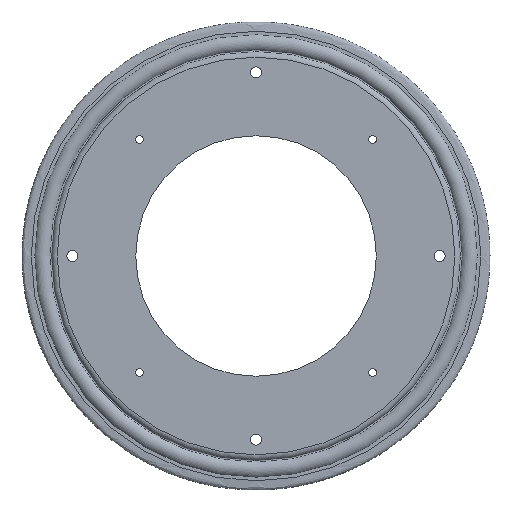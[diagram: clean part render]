
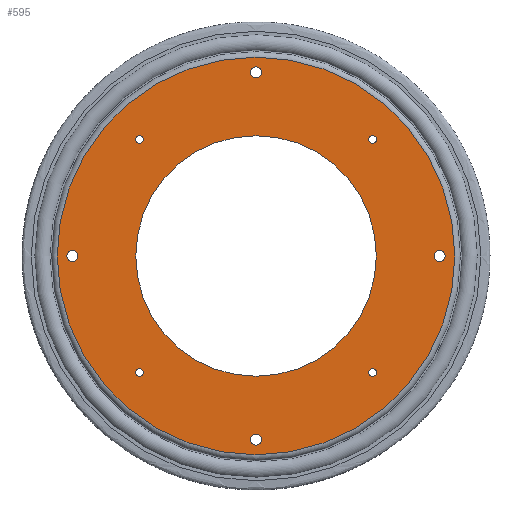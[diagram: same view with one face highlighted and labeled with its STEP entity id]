
A CAD part, left-side view. The second image highlights one B-rep face of the part: STEP entity #595.
In plain terms, the highlighted planar face has unit normal (-1, 0, 0).
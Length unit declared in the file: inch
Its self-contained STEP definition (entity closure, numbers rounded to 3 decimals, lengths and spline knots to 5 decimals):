
#39=PLANE('',#663);
#63=FACE_BOUND('',#183,.T.);
#64=FACE_BOUND('',#184,.T.);
#65=FACE_BOUND('',#185,.T.);
#66=FACE_BOUND('',#186,.T.);
#67=FACE_BOUND('',#187,.T.);
#68=FACE_BOUND('',#188,.T.);
#69=FACE_BOUND('',#189,.T.);
#70=FACE_BOUND('',#190,.T.);
#71=FACE_BOUND('',#191,.T.);
#124=FACE_OUTER_BOUND('',#182,.T.);
#182=EDGE_LOOP('',(#455));
#183=EDGE_LOOP('',(#456));
#184=EDGE_LOOP('',(#457));
#185=EDGE_LOOP('',(#458));
#186=EDGE_LOOP('',(#459));
#187=EDGE_LOOP('',(#460));
#188=EDGE_LOOP('',(#461));
#189=EDGE_LOOP('',(#462));
#190=EDGE_LOOP('',(#463));
#191=EDGE_LOOP('',(#464));
#262=CIRCLE('',#639,3.1005);
#281=CIRCLE('',#664,5.125);
#282=CIRCLE('',#665,0.1405);
#283=CIRCLE('',#666,0.1405);
#284=CIRCLE('',#667,0.1405);
#285=CIRCLE('',#668,0.1405);
#286=CIRCLE('',#669,0.1015);
#287=CIRCLE('',#670,0.1015);
#288=CIRCLE('',#671,0.1015);
#289=CIRCLE('',#672,0.1015);
#316=VERTEX_POINT('',#1439);
#335=VERTEX_POINT('',#1483);
#336=VERTEX_POINT('',#1485);
#337=VERTEX_POINT('',#1487);
#338=VERTEX_POINT('',#1489);
#339=VERTEX_POINT('',#1491);
#340=VERTEX_POINT('',#1493);
#341=VERTEX_POINT('',#1495);
#342=VERTEX_POINT('',#1497);
#343=VERTEX_POINT('',#1499);
#371=EDGE_CURVE('',#316,#316,#262,.T.);
#390=EDGE_CURVE('',#335,#335,#281,.T.);
#391=EDGE_CURVE('',#336,#336,#282,.T.);
#392=EDGE_CURVE('',#337,#337,#283,.T.);
#393=EDGE_CURVE('',#338,#338,#284,.T.);
#394=EDGE_CURVE('',#339,#339,#285,.T.);
#395=EDGE_CURVE('',#340,#340,#286,.T.);
#396=EDGE_CURVE('',#341,#341,#287,.T.);
#397=EDGE_CURVE('',#342,#342,#288,.T.);
#398=EDGE_CURVE('',#343,#343,#289,.T.);
#455=ORIENTED_EDGE('',*,*,#390,.F.);
#456=ORIENTED_EDGE('',*,*,#371,.T.);
#457=ORIENTED_EDGE('',*,*,#391,.T.);
#458=ORIENTED_EDGE('',*,*,#392,.T.);
#459=ORIENTED_EDGE('',*,*,#393,.T.);
#460=ORIENTED_EDGE('',*,*,#394,.T.);
#461=ORIENTED_EDGE('',*,*,#395,.T.);
#462=ORIENTED_EDGE('',*,*,#396,.T.);
#463=ORIENTED_EDGE('',*,*,#397,.T.);
#464=ORIENTED_EDGE('',*,*,#398,.T.);
#595=ADVANCED_FACE('',(#124,#63,#64,#65,#66,#67,#68,#69,#70,#71),#39,.T.);
#639=AXIS2_PLACEMENT_3D('',#1440,#745,#746);
#663=AXIS2_PLACEMENT_3D('',#1482,#793,#794);
#664=AXIS2_PLACEMENT_3D('',#1484,#795,#796);
#665=AXIS2_PLACEMENT_3D('',#1486,#797,#798);
#666=AXIS2_PLACEMENT_3D('',#1488,#799,#800);
#667=AXIS2_PLACEMENT_3D('',#1490,#801,#802);
#668=AXIS2_PLACEMENT_3D('',#1492,#803,#804);
#669=AXIS2_PLACEMENT_3D('',#1494,#805,#806);
#670=AXIS2_PLACEMENT_3D('',#1496,#807,#808);
#671=AXIS2_PLACEMENT_3D('',#1498,#809,#810);
#672=AXIS2_PLACEMENT_3D('',#1500,#811,#812);
#745=DIRECTION('center_axis',(1.,0.,0.));
#746=DIRECTION('ref_axis',(0.,0.,1.));
#793=DIRECTION('center_axis',(-1.,0.,0.));
#794=DIRECTION('ref_axis',(0.,0.,1.));
#795=DIRECTION('center_axis',(1.,0.,0.));
#796=DIRECTION('ref_axis',(0.,1.,0.));
#797=DIRECTION('center_axis',(1.,0.,0.));
#798=DIRECTION('ref_axis',(0.,0.,-1.));
#799=DIRECTION('center_axis',(1.,0.,0.));
#800=DIRECTION('ref_axis',(0.,-1.,0.));
#801=DIRECTION('center_axis',(1.,0.,0.));
#802=DIRECTION('ref_axis',(0.,0.,1.));
#803=DIRECTION('center_axis',(1.,0.,0.));
#804=DIRECTION('ref_axis',(0.,1.,0.));
#805=DIRECTION('center_axis',(1.,0.,0.));
#806=DIRECTION('ref_axis',(0.,0.,-1.));
#807=DIRECTION('center_axis',(1.,0.,0.));
#808=DIRECTION('ref_axis',(0.,-1.,0.));
#809=DIRECTION('center_axis',(1.,0.,0.));
#810=DIRECTION('ref_axis',(0.,0.,1.));
#811=DIRECTION('center_axis',(1.,0.,0.));
#812=DIRECTION('ref_axis',(0.,1.,0.));
#1439=CARTESIAN_POINT('',(-0.83004,-4.93591,-3.1005));
#1440=CARTESIAN_POINT('Origin',(-0.83004,-4.93591,0.));
#1482=CARTESIAN_POINT('Origin',(-0.83004,-2.37341,0.));
#1483=CARTESIAN_POINT('',(-0.83004,0.18909,0.));
#1484=CARTESIAN_POINT('Origin',(-0.83004,-4.93591,0.));
#1485=CARTESIAN_POINT('',(-0.83004,-0.20141,0.1405));
#1486=CARTESIAN_POINT('Origin',(-0.83004,-0.20141,0.));
#1487=CARTESIAN_POINT('',(-0.83004,-4.79541,-4.7345));
#1488=CARTESIAN_POINT('Origin',(-0.83004,-4.93591,-4.7345));
#1489=CARTESIAN_POINT('',(-0.83004,-9.67041,-0.1405));
#1490=CARTESIAN_POINT('Origin',(-0.83004,-9.67041,0.));
#1491=CARTESIAN_POINT('',(-0.83004,-5.07641,4.7345));
#1492=CARTESIAN_POINT('Origin',(-0.83004,-4.93591,4.7345));
#1493=CARTESIAN_POINT('',(-0.83004,-1.93071,-2.9037));
#1494=CARTESIAN_POINT('Origin',(-0.83004,-1.93071,-3.0052));
#1495=CARTESIAN_POINT('',(-0.83004,-7.83962,-3.0052));
#1496=CARTESIAN_POINT('Origin',(-0.83004,-7.94112,-3.0052));
#1497=CARTESIAN_POINT('',(-0.83004,-7.94112,2.9037));
#1498=CARTESIAN_POINT('Origin',(-0.83004,-7.94112,3.0052));
#1499=CARTESIAN_POINT('',(-0.83004,-2.03221,3.0052));
#1500=CARTESIAN_POINT('Origin',(-0.83004,-1.93071,3.0052));
